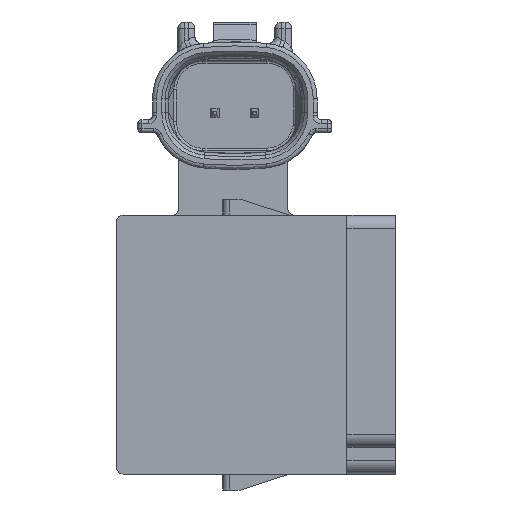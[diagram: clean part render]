
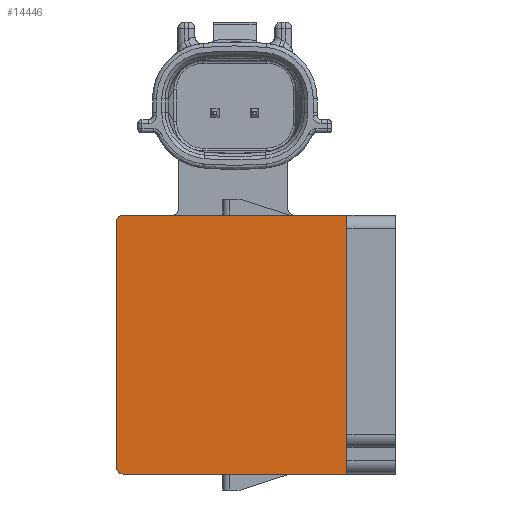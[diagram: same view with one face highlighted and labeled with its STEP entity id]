
A CAD part, left-side view. The second image highlights one B-rep face of the part: STEP entity #14446.
In plain terms, the highlighted planar face has unit normal (-1, 0, 0).
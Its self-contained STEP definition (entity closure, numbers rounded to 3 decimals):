
#632 = ORIENTED_EDGE ( 'NONE', *, *, #3083, .F. ) ;
#921 = VERTEX_POINT ( 'NONE', #11766 ) ;
#958 = ORIENTED_EDGE ( 'NONE', *, *, #9542, .F. ) ;
#1150 = VECTOR ( 'NONE', #14187, 1000. ) ;
#1545 = CARTESIAN_POINT ( 'NONE',  ( -40.875, 23.5, -9.25 ) ) ;
#1741 = LINE ( 'NONE', #13803, #13321 ) ;
#1840 = DIRECTION ( 'NONE',  ( 0., -1., 0. ) ) ;
#2201 = VERTEX_POINT ( 'NONE', #14400 ) ;
#2440 = EDGE_CURVE ( 'NONE', #2201, #921, #1741, .T. ) ;
#2554 = CARTESIAN_POINT ( 'NONE',  ( -40.875, 5.15, 9.75 ) ) ;
#2603 = PLANE ( 'NONE',  #8415 ) ;
#2753 = DIRECTION ( 'NONE',  ( 0., 0., -1. ) ) ;
#3083 = EDGE_CURVE ( 'NONE', #921, #3989, #4317, .T. ) ;
#3085 = CARTESIAN_POINT ( 'NONE',  ( -40.875, 24., 9.75 ) ) ;
#3362 = LINE ( 'NONE', #3085, #6155 ) ;
#3489 = EDGE_LOOP ( 'NONE', ( #5841, #958, #632, #15076, #8263, #14595 ) ) ;
#3584 = CARTESIAN_POINT ( 'NONE',  ( -40.875, 24., 9.25 ) ) ;
#3783 = VECTOR ( 'NONE', #4210, 1000. ) ;
#3795 = DIRECTION ( 'NONE',  ( 1., 0., 0. ) ) ;
#3930 = VERTEX_POINT ( 'NONE', #3584 ) ;
#3989 = VERTEX_POINT ( 'NONE', #4884 ) ;
#4210 = DIRECTION ( 'NONE',  ( 0., 1., 0. ) ) ;
#4317 = LINE ( 'NONE', #6931, #1150 ) ;
#4884 = CARTESIAN_POINT ( 'NONE',  ( -40.875, 6.65, -9.75 ) ) ;
#5028 = EDGE_CURVE ( 'NONE', #14833, #12414, #8696, .T. ) ;
#5841 = ORIENTED_EDGE ( 'NONE', *, *, #5028, .F. ) ;
#6155 = VECTOR ( 'NONE', #10236, 1000. ) ;
#6534 = EDGE_CURVE ( 'NONE', #3930, #2201, #9617, .T. ) ;
#6909 = AXIS2_PLACEMENT_3D ( 'NONE', #14292, #7087, #15514 ) ;
#6931 = CARTESIAN_POINT ( 'NONE',  ( -40.875, 6.65, 9.75 ) ) ;
#7087 = DIRECTION ( 'NONE',  ( 1., 0., 0. ) ) ;
#7988 = FACE_OUTER_BOUND ( 'NONE', #3489, .T. ) ;
#8263 = ORIENTED_EDGE ( 'NONE', *, *, #6534, .F. ) ;
#8415 = AXIS2_PLACEMENT_3D ( 'NONE', #2554, #3795, #12138 ) ;
#8470 = CARTESIAN_POINT ( 'NONE',  ( -40.875, 23.5, -9.75 ) ) ;
#8696 = CIRCLE ( 'NONE', #12085, 0.5 ) ;
#9374 = CARTESIAN_POINT ( 'NONE',  ( -40.875, 24., -9.25 ) ) ;
#9542 = EDGE_CURVE ( 'NONE', #3989, #14833, #10128, .T. ) ;
#9617 = CIRCLE ( 'NONE', #6909, 0.5 ) ;
#9895 = DIRECTION ( 'NONE',  ( 1., 0., 0. ) ) ;
#10128 = LINE ( 'NONE', #12551, #3783 ) ;
#10236 = DIRECTION ( 'NONE',  ( 0., 0., 1. ) ) ;
#11766 = CARTESIAN_POINT ( 'NONE',  ( -40.875, 6.65, 9.75 ) ) ;
#12085 = AXIS2_PLACEMENT_3D ( 'NONE', #1545, #9895, #2753 ) ;
#12138 = DIRECTION ( 'NONE',  ( 0., 0., -1. ) ) ;
#12414 = VERTEX_POINT ( 'NONE', #9374 ) ;
#12551 = CARTESIAN_POINT ( 'NONE',  ( -40.875, 1.5, -9.75 ) ) ;
#13321 = VECTOR ( 'NONE', #1840, 1000. ) ;
#13544 = EDGE_CURVE ( 'NONE', #12414, #3930, #3362, .T. ) ;
#13803 = CARTESIAN_POINT ( 'NONE',  ( -40.875, 5.15, 9.75 ) ) ;
#14187 = DIRECTION ( 'NONE',  ( 0., 0., -1. ) ) ;
#14292 = CARTESIAN_POINT ( 'NONE',  ( -40.875, 23.5, 9.25 ) ) ;
#14400 = CARTESIAN_POINT ( 'NONE',  ( -40.875, 23.5, 9.75 ) ) ;
#14446 = ADVANCED_FACE ( 'NONE', ( #7988 ), #2603, .F. ) ;
#14595 = ORIENTED_EDGE ( 'NONE', *, *, #13544, .F. ) ;
#14833 = VERTEX_POINT ( 'NONE', #8470 ) ;
#15076 = ORIENTED_EDGE ( 'NONE', *, *, #2440, .F. ) ;
#15514 = DIRECTION ( 'NONE',  ( 0., 0., 1. ) ) ;
